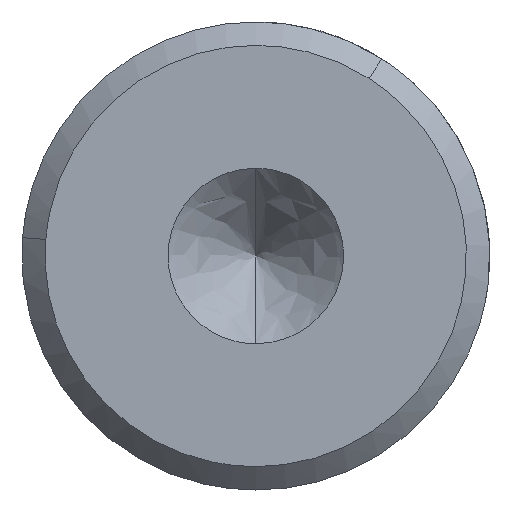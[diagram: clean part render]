
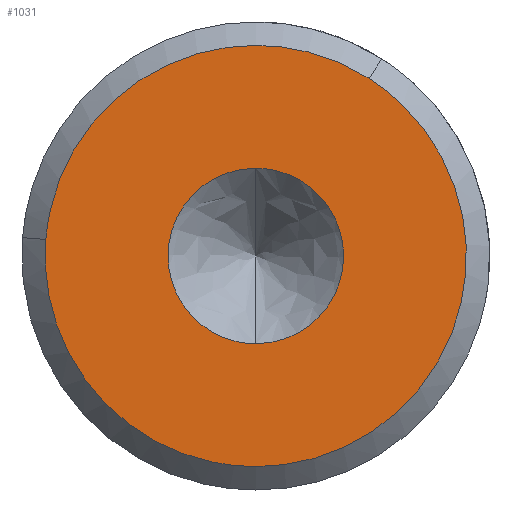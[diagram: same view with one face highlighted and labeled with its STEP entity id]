
A CAD part, front view. The second image highlights one B-rep face of the part: STEP entity #1031.
In plain terms, the highlighted free-form (B-spline) face has degree [1, 1] with [2, 2] control points.
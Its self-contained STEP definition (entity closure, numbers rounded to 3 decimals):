
#599=CARTESIAN_POINT('',(0.968,0.,1.517));
#600=VERTEX_POINT('',#599);
#606=CARTESIAN_POINT('',(0.0,0.0,-1.8));
#607=VERTEX_POINT('',#606);
#608=CARTESIAN_POINT('',(0.0,0.0,-1.8));
#609=CARTESIAN_POINT('',(1.8,0.0,-1.8));
#610=CARTESIAN_POINT('',(1.8,0.0,0.));
#611=CARTESIAN_POINT('',(1.8,0.0,0.987));
#612=CARTESIAN_POINT('',(0.968,0.,1.517));
#620=(BOUNDED_CURVE()B_SPLINE_CURVE(2,(#608,#609,#610,#611,#612),.UNSPECIFIED.,.F.,.U.)B_SPLINE_CURVE_WITH_KNOTS((3,2,3),(0.0,0.25,0.408),.UNSPECIFIED.)CURVE()GEOMETRIC_REPRESENTATION_ITEM()RATIONAL_B_SPLINE_CURVE((1.0,0.707,1.0,0.815,0.864))REPRESENTATION_ITEM(''));
#621=EDGE_CURVE('',#607,#600,#620,.T.);
#623=CARTESIAN_POINT('',(-1.794,0.,0.141));
#624=VERTEX_POINT('',#623);
#625=CARTESIAN_POINT('',(-1.794,0.,0.141));
#626=CARTESIAN_POINT('',(-1.8,0.0,0.071));
#627=CARTESIAN_POINT('',(-1.8,0.0,0.));
#628=CARTESIAN_POINT('',(-1.8,0.0,-1.8));
#629=CARTESIAN_POINT('',(0.0,0.0,-1.8));
#637=(BOUNDED_CURVE()B_SPLINE_CURVE(2,(#625,#626,#627,#628,#629),.UNSPECIFIED.,.F.,.U.)B_SPLINE_CURVE_WITH_KNOTS((3,2,3),(0.736,0.75,1.0),.UNSPECIFIED.)CURVE()GEOMETRIC_REPRESENTATION_ITEM()RATIONAL_B_SPLINE_CURVE((0.97,0.984,1.0,0.707,1.0))REPRESENTATION_ITEM(''));
#638=EDGE_CURVE('',#624,#607,#637,.T.);
#742=CARTESIAN_POINT('',(0.0,0.0,1.8));
#743=VERTEX_POINT('',#742);
#744=CARTESIAN_POINT('',(0.0,0.0,1.8));
#745=CARTESIAN_POINT('',(-1.664,0.0,1.8));
#746=CARTESIAN_POINT('',(-1.794,0.,0.141));
#754=(BOUNDED_CURVE()B_SPLINE_CURVE(2,(#744,#745,#746),.UNSPECIFIED.,.F.,.U.)B_SPLINE_CURVE_WITH_KNOTS((3,3),(0.5,0.736),.UNSPECIFIED.)CURVE()GEOMETRIC_REPRESENTATION_ITEM()RATIONAL_B_SPLINE_CURVE((1.0,0.723,0.97))REPRESENTATION_ITEM(''));
#755=EDGE_CURVE('',#743,#624,#754,.T.);
#757=CARTESIAN_POINT('',(0.968,0.,1.517));
#758=CARTESIAN_POINT('',(0.525,0.0,1.8));
#759=CARTESIAN_POINT('',(0.0,0.0,1.8));
#767=(BOUNDED_CURVE()B_SPLINE_CURVE(2,(#757,#758,#759),.UNSPECIFIED.,.F.,.U.)B_SPLINE_CURVE_WITH_KNOTS((3,3),(0.408,0.5),.UNSPECIFIED.)CURVE()GEOMETRIC_REPRESENTATION_ITEM()RATIONAL_B_SPLINE_CURVE((0.864,0.892,1.0))REPRESENTATION_ITEM(''));
#768=EDGE_CURVE('',#600,#743,#767,.T.);
#920=CARTESIAN_POINT('',(0.0,0.,0.75));
#921=VERTEX_POINT('',#920);
#922=CARTESIAN_POINT('',(0.0,0.,-0.75));
#923=VERTEX_POINT('',#922);
#924=CARTESIAN_POINT('',(0.0,0.0,0.75));
#925=CARTESIAN_POINT('',(-0.75,0.0,0.75));
#926=CARTESIAN_POINT('',(-0.75,0.0,0.));
#927=CARTESIAN_POINT('',(-0.75,0.0,-0.75));
#928=CARTESIAN_POINT('',(0.0,0.0,-0.75));
#936=(BOUNDED_CURVE()B_SPLINE_CURVE(2,(#924,#925,#926,#927,#928),.UNSPECIFIED.,.F.,.U.)B_SPLINE_CURVE_WITH_KNOTS((3,2,3),(0.0,0.5,1.0),.UNSPECIFIED.)CURVE()GEOMETRIC_REPRESENTATION_ITEM()RATIONAL_B_SPLINE_CURVE((1.0,0.707,1.0,0.707,1.0))REPRESENTATION_ITEM(''));
#937=EDGE_CURVE('',#921,#923,#936,.T.);
#1002=CARTESIAN_POINT('',(-1.979,0.0,1.98));
#1003=CARTESIAN_POINT('',(-1.979,0.0,-1.98));
#1004=CARTESIAN_POINT('',(1.979,0.0,1.98));
#1005=CARTESIAN_POINT('',(1.979,0.0,-1.98));
#1006=B_SPLINE_SURFACE_WITH_KNOTS('',1,1,((#1002,#1004),(#1003,#1005)),.UNSPECIFIED.,.F.,.F.,.U.,(2,2),(2,2),(0.0,3.96),(0.0,3.958),.UNSPECIFIED.);
#1007=ORIENTED_EDGE('',*,*,#621,.T.);
#1008=ORIENTED_EDGE('',*,*,#768,.T.);
#1009=ORIENTED_EDGE('',*,*,#755,.T.);
#1010=ORIENTED_EDGE('',*,*,#638,.T.);
#1011=EDGE_LOOP('',(#1007,#1008,#1009,#1010));
#1012=FACE_OUTER_BOUND('',#1011,.T.);
#1013=CARTESIAN_POINT('',(0.0,0.0,-0.75));
#1014=CARTESIAN_POINT('',(0.75,0.0,-0.75));
#1015=CARTESIAN_POINT('',(0.75,0.0,0.));
#1016=CARTESIAN_POINT('',(0.75,0.0,0.75));
#1017=CARTESIAN_POINT('',(0.0,0.0,0.75));
#1025=(BOUNDED_CURVE()B_SPLINE_CURVE(2,(#1013,#1014,#1015,#1016,#1017),.UNSPECIFIED.,.F.,.U.)B_SPLINE_CURVE_WITH_KNOTS((3,2,3),(0.0,0.5,1.0),.UNSPECIFIED.)CURVE()GEOMETRIC_REPRESENTATION_ITEM()RATIONAL_B_SPLINE_CURVE((1.0,0.707,1.0,0.707,1.0))REPRESENTATION_ITEM(''));
#1026=EDGE_CURVE('',#923,#921,#1025,.T.);
#1027=ORIENTED_EDGE('',*,*,#1026,.F.);
#1028=ORIENTED_EDGE('',*,*,#937,.F.);
#1029=EDGE_LOOP('',(#1027,#1028));
#1030=FACE_BOUND('',#1029,.T.);
#1031=ADVANCED_FACE('',(#1012,#1030),#1006,.T.);
